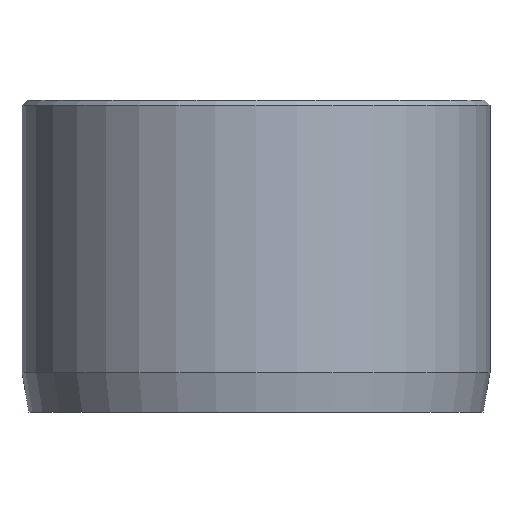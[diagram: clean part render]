
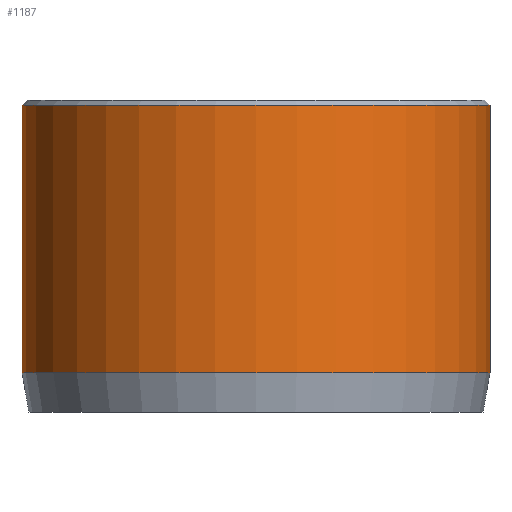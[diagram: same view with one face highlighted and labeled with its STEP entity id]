
A CAD part, front view. The second image highlights one B-rep face of the part: STEP entity #1187.
In plain terms, the highlighted cylindrical face has radius 9 mm (diameter 18 mm), a partial arc.
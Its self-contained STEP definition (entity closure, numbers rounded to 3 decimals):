
#77 = DIRECTION ( 'NONE',  ( 0., 0., -1. ) ) ;
#168 = ORIENTED_EDGE ( 'NONE', *, *, #792, .T. ) ;
#185 = LINE ( 'NONE', #910, #1166 ) ;
#238 = CYLINDRICAL_SURFACE ( 'NONE', #602, 9. ) ;
#258 = VERTEX_POINT ( 'NONE', #990 ) ;
#270 = FACE_OUTER_BOUND ( 'NONE', #1027, .T. ) ;
#354 = CARTESIAN_POINT ( 'NONE',  ( 9., 0., 12. ) ) ;
#365 = CARTESIAN_POINT ( 'NONE',  ( -9., 0., 1.5 ) ) ;
#380 = CARTESIAN_POINT ( 'NONE',  ( 0., 0., 1.5 ) ) ;
#484 = DIRECTION ( 'NONE',  ( 1., 0., 0. ) ) ;
#515 = VERTEX_POINT ( 'NONE', #898 ) ;
#524 = EDGE_CURVE ( 'NONE', #515, #655, #1180, .T. ) ;
#542 = CARTESIAN_POINT ( 'NONE',  ( 9., 0., 1.5 ) ) ;
#543 = DIRECTION ( 'NONE',  ( 0., 0., -1. ) ) ;
#550 = CARTESIAN_POINT ( 'NONE',  ( 0., 0., 11.8 ) ) ;
#596 = ORIENTED_EDGE ( 'NONE', *, *, #668, .T. ) ;
#602 = AXIS2_PLACEMENT_3D ( 'NONE', #944, #77, #758 ) ;
#645 = DIRECTION ( 'NONE',  ( 1., 0., 0. ) ) ;
#651 = VECTOR ( 'NONE', #991, 1000. ) ;
#652 = AXIS2_PLACEMENT_3D ( 'NONE', #550, #1211, #645 ) ;
#655 = VERTEX_POINT ( 'NONE', #542 ) ;
#668 = EDGE_CURVE ( 'NONE', #515, #258, #1041, .T. ) ;
#758 = DIRECTION ( 'NONE',  ( -1., 0., 0. ) ) ;
#767 = AXIS2_PLACEMENT_3D ( 'NONE', #380, #1054, #484 ) ;
#792 = EDGE_CURVE ( 'NONE', #258, #906, #185, .T. ) ;
#898 = CARTESIAN_POINT ( 'NONE',  ( 9., 0., 11.8 ) ) ;
#906 = VERTEX_POINT ( 'NONE', #365 ) ;
#910 = CARTESIAN_POINT ( 'NONE',  ( -9., 0., 12. ) ) ;
#923 = EDGE_CURVE ( 'NONE', #906, #655, #965, .T. ) ;
#944 = CARTESIAN_POINT ( 'NONE',  ( 0., 0., 12. ) ) ;
#965 = CIRCLE ( 'NONE', #767, 9. ) ;
#990 = CARTESIAN_POINT ( 'NONE',  ( -9., 0., 11.8 ) ) ;
#991 = DIRECTION ( 'NONE',  ( 0., 0., -1. ) ) ;
#1027 = EDGE_LOOP ( 'NONE', ( #1097, #596, #168, #1218 ) ) ;
#1041 = CIRCLE ( 'NONE', #652, 9. ) ;
#1054 = DIRECTION ( 'NONE',  ( 0., 0., 1. ) ) ;
#1097 = ORIENTED_EDGE ( 'NONE', *, *, #524, .F. ) ;
#1166 = VECTOR ( 'NONE', #543, 1000. ) ;
#1180 = LINE ( 'NONE', #354, #651 ) ;
#1187 = ADVANCED_FACE ( 'NONE', ( #270 ), #238, .T. ) ;
#1211 = DIRECTION ( 'NONE',  ( 0., 0., -1. ) ) ;
#1218 = ORIENTED_EDGE ( 'NONE', *, *, #923, .T. ) ;
